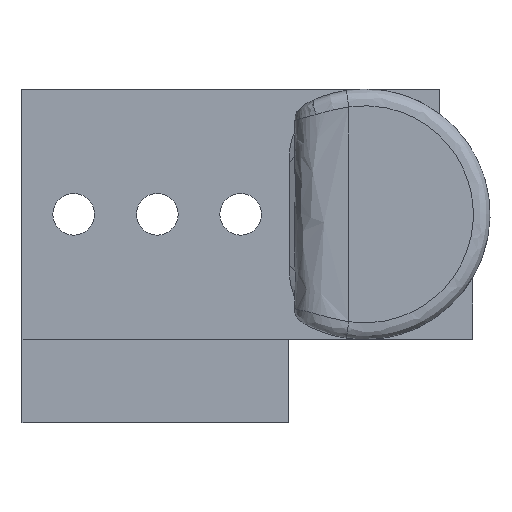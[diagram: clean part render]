
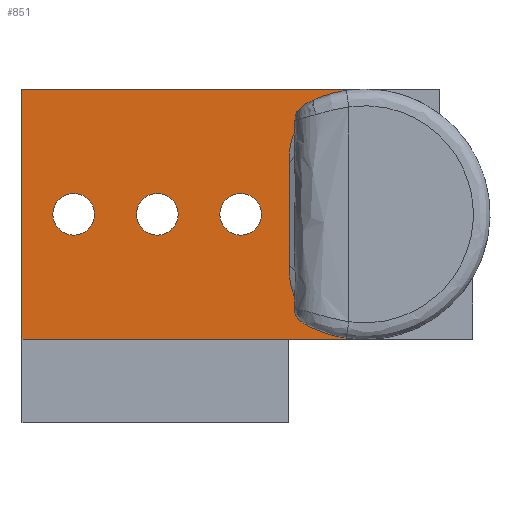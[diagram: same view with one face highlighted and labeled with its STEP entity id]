
A CAD part, front view. The second image highlights one B-rep face of the part: STEP entity #851.
In plain terms, the highlighted planar face has unit normal (0, -1, 0).
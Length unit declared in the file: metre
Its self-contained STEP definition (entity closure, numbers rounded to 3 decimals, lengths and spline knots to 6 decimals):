
#38=B_SPLINE_CURVE_WITH_KNOTS('',3,(#6851,#6852,#6853,#6854,#6855,#6856,
#6857,#6858,#6859,#6860,#6861,#6862,#6863,#6864,#6865),.UNSPECIFIED.,.F.,
 .F.,(4,1,1,1,1,1,1,1,1,1,1,1,4),(0.,0.015625,0.03125,0.0625,0.09375,0.125,
0.1875,0.25,0.375,0.5,0.625,0.75,1.),.UNSPECIFIED.);
#43=B_SPLINE_CURVE_WITH_KNOTS('',3,(#10823,#10824,#10825,#10826,#10827,
#10828,#10829,#10830,#10831,#10832,#10833,#10834,#10835,#10836,#10837),
 .UNSPECIFIED.,.F.,.F.,(4,1,1,1,1,1,1,1,1,1,1,1,4),(0.,0.25,0.375,0.5,0.625,
0.75,0.8125,0.875,0.90625,0.9375,0.96875,0.984375,1.),.UNSPECIFIED.);
#92=LINE('',#10940,#166);
#109=LINE('',#10993,#183);
#114=LINE('',#11001,#188);
#117=LINE('',#11011,#191);
#166=VECTOR('',#994,1.);
#183=VECTOR('',#1043,1.);
#188=VECTOR('',#1050,1.);
#191=VECTOR('',#1061,1.);
#342=ORIENTED_EDGE('',*,*,#537,.F.);
#343=ORIENTED_EDGE('',*,*,#532,.F.);
#344=ORIENTED_EDGE('',*,*,#542,.F.);
#345=ORIENTED_EDGE('',*,*,#502,.F.);
#346=ORIENTED_EDGE('',*,*,#507,.T.);
#347=ORIENTED_EDGE('',*,*,#496,.F.);
#348=ORIENTED_EDGE('',*,*,#543,.T.);
#349=ORIENTED_EDGE('',*,*,#544,.T.);
#350=ORIENTED_EDGE('',*,*,#545,.T.);
#496=EDGE_CURVE('',#603,#604,#38,.F.);
#502=EDGE_CURVE('',#606,#607,#43,.F.);
#507=EDGE_CURVE('',#606,#604,#92,.T.);
#532=EDGE_CURVE('',#631,#632,#109,.T.);
#537=EDGE_CURVE('',#632,#603,#114,.T.);
#542=EDGE_CURVE('',#607,#631,#117,.T.);
#543=EDGE_CURVE('',#636,#636,#658,.T.);
#544=EDGE_CURVE('',#637,#637,#659,.T.);
#545=EDGE_CURVE('',#638,#638,#660,.T.);
#603=VERTEX_POINT('',#6850);
#604=VERTEX_POINT('',#6866);
#606=VERTEX_POINT('',#10822);
#607=VERTEX_POINT('',#10838);
#631=VERTEX_POINT('',#10994);
#632=VERTEX_POINT('',#10995);
#636=VERTEX_POINT('',#11013);
#637=VERTEX_POINT('',#11015);
#638=VERTEX_POINT('',#11017);
#658=CIRCLE('',#914,0.00125);
#659=CIRCLE('',#915,0.00125);
#660=CIRCLE('',#916,0.00125);
#697=EDGE_LOOP('',(#342,#343,#344,#345,#346,#347));
#698=EDGE_LOOP('',(#348));
#699=EDGE_LOOP('',(#349));
#700=EDGE_LOOP('',(#350));
#762=FACE_BOUND('',#697,.T.);
#763=FACE_BOUND('',#698,.T.);
#764=FACE_BOUND('',#699,.T.);
#765=FACE_BOUND('',#700,.T.);
#813=PLANE('',#913);
#851=ADVANCED_FACE('',(#762,#763,#764,#765),#813,.T.);
#913=AXIS2_PLACEMENT_3D('',#11010,#1059,#1060);
#914=AXIS2_PLACEMENT_3D('',#11012,#1062,#1063);
#915=AXIS2_PLACEMENT_3D('',#11014,#1064,#1065);
#916=AXIS2_PLACEMENT_3D('',#11016,#1066,#1067);
#994=DIRECTION('',(0.,0.,1.));
#1043=DIRECTION('',(0.,0.,1.));
#1050=DIRECTION('',(1.,0.,0.));
#1059=DIRECTION('',(0.,-1.,0.));
#1060=DIRECTION('',(0.,0.,1.));
#1061=DIRECTION('',(-1.,0.,0.));
#1062=DIRECTION('',(0.,1.,0.));
#1063=DIRECTION('',(0.,0.,-1.));
#1064=DIRECTION('',(0.,1.,0.));
#1065=DIRECTION('',(0.,0.,-1.));
#1066=DIRECTION('',(0.,1.,0.));
#1067=DIRECTION('',(0.,0.,-1.));
#6850=CARTESIAN_POINT('',(0.007033,0.0005,0.004998));
#6851=CARTESIAN_POINT('',(0.0025,0.0005,0.000592));
#6852=CARTESIAN_POINT('',(0.0025,0.0005,0.000647));
#6853=CARTESIAN_POINT('',(0.0025,0.0005,0.000744));
#6854=CARTESIAN_POINT('',(0.002501,0.0005,0.000831));
#6855=CARTESIAN_POINT('',(0.002506,0.0005,0.001041));
#6856=CARTESIAN_POINT('',(0.002523,0.0005,0.001282));
#6857=CARTESIAN_POINT('',(0.002552,0.0005,0.001546));
#6858=CARTESIAN_POINT('',(0.002627,0.0005,0.00192));
#6859=CARTESIAN_POINT('',(0.002814,0.0005,0.002487));
#6860=CARTESIAN_POINT('',(0.003166,0.0005,0.003147));
#6861=CARTESIAN_POINT('',(0.003748,0.0005,0.003813));
#6862=CARTESIAN_POINT('',(0.004472,0.0005,0.004345));
#6863=CARTESIAN_POINT('',(0.005554,0.0005,0.004844));
#6864=CARTESIAN_POINT('',(0.006411,0.0005,0.004987));
#6865=CARTESIAN_POINT('',(0.007033,0.0005,0.004996));
#6866=CARTESIAN_POINT('',(0.0025,0.0005,0.000592));
#10822=CARTESIAN_POINT('',(0.0025,0.0005,-0.005592));
#10823=CARTESIAN_POINT('',(0.007033,0.0005,-0.009995));
#10824=CARTESIAN_POINT('',(0.006409,0.0005,-0.009987));
#10825=CARTESIAN_POINT('',(0.005553,0.0005,-0.009844));
#10826=CARTESIAN_POINT('',(0.004467,0.0005,-0.009342));
#10827=CARTESIAN_POINT('',(0.003746,0.0005,-0.008812));
#10828=CARTESIAN_POINT('',(0.003156,0.0005,-0.008134));
#10829=CARTESIAN_POINT('',(0.00281,0.0005,-0.007478));
#10830=CARTESIAN_POINT('',(0.002624,0.0005,-0.006911));
#10831=CARTESIAN_POINT('',(0.002551,0.0005,-0.006537));
#10832=CARTESIAN_POINT('',(0.002522,0.0005,-0.006276));
#10833=CARTESIAN_POINT('',(0.002506,0.0005,-0.006038));
#10834=CARTESIAN_POINT('',(0.002501,0.0005,-0.005829));
#10835=CARTESIAN_POINT('',(0.0025,0.0005,-0.005743));
#10836=CARTESIAN_POINT('',(0.0025,0.0005,-0.005647));
#10837=CARTESIAN_POINT('',(0.0025,0.0005,-0.005592));
#10838=CARTESIAN_POINT('',(0.007033,0.0005,-0.009998));
#10940=CARTESIAN_POINT('',(0.0025,0.0005,0.005));
#10993=CARTESIAN_POINT('',(-0.0135,0.0005,0.000477));
#10994=CARTESIAN_POINT('',(-0.0135,0.0005,-0.01));
#10995=CARTESIAN_POINT('',(-0.0135,0.0005,0.005));
#11001=CARTESIAN_POINT('',(-0.0135,0.0005,0.005));
#11010=CARTESIAN_POINT('',(0.,0.0005,0.));
#11011=CARTESIAN_POINT('',(-0.0135,0.0005,-0.01));
#11012=CARTESIAN_POINT('',(-0.0004,0.0005,-0.0025));
#11013=CARTESIAN_POINT('',(-0.0004,0.0005,-0.00375));
#11014=CARTESIAN_POINT('',(-0.0054,0.0005,-0.0025));
#11015=CARTESIAN_POINT('',(-0.0054,0.0005,-0.00375));
#11016=CARTESIAN_POINT('',(-0.0104,0.0005,-0.0025));
#11017=CARTESIAN_POINT('',(-0.0104,0.0005,-0.00375));
